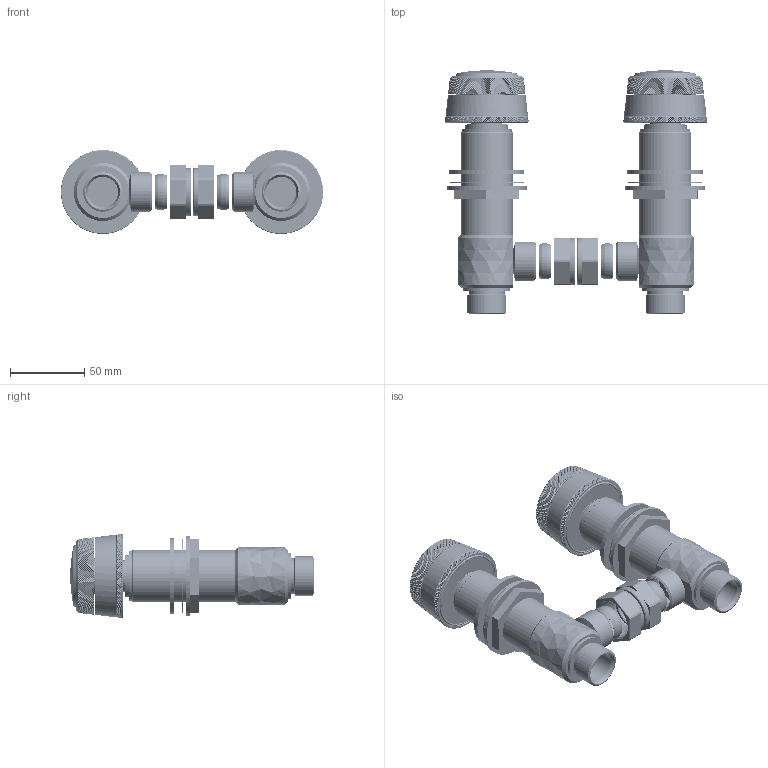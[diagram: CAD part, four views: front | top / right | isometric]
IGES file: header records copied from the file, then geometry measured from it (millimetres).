
Global section: file name: T10K42-R; native system: Autodesk Inventor 2020; preprocessor: unknown; author: camerond; date: 20220321.085502; units: millimetre
Bounding box: 176.42 x 163.66 x 56.42 mm (x, y, z)
Volume: 270157 mm3; surface area: 194969.4 mm2
Topology: 44 solids, 44 shells, 28468 faces, 60360 edges, 32084 vertices
Faces by surface type: bspline 28468
